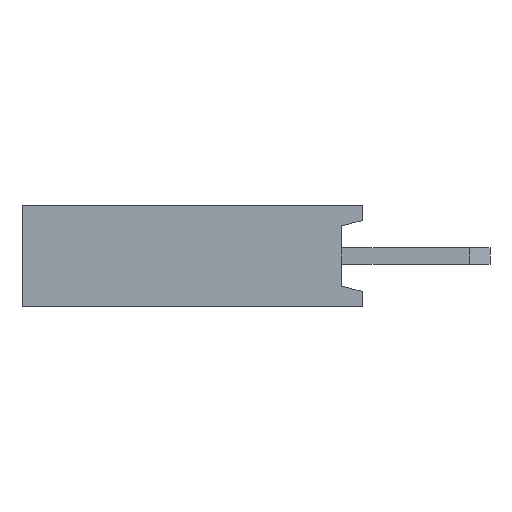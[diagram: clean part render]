
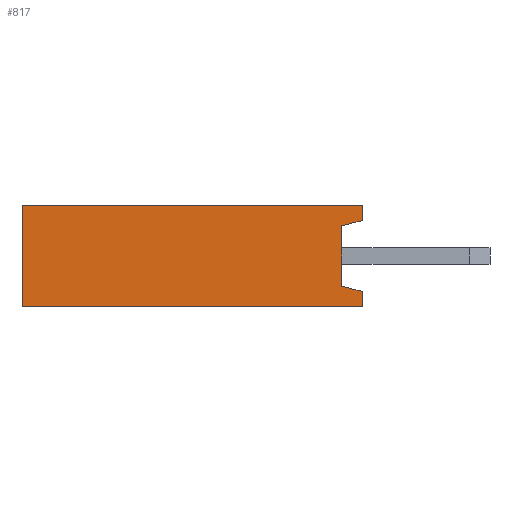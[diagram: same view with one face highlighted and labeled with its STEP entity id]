
A CAD part, left-side view. The second image highlights one B-rep face of the part: STEP entity #817.
In plain terms, the highlighted planar face has unit normal (-1, 0, 0).
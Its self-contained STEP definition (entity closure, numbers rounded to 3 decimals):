
#60 = DIRECTION ( 'NONE',  ( 0., 0., -1. ) ) ;
#65 = ORIENTED_EDGE ( 'NONE', *, *, #1402, .T. ) ;
#115 = FACE_OUTER_BOUND ( 'NONE', #3187, .T. ) ;
#139 = EDGE_CURVE ( 'NONE', #2701, #1322, #1887, .T. ) ;
#254 = DIRECTION ( 'NONE',  ( 0., -1., 0. ) ) ;
#354 = CARTESIAN_POINT ( 'NONE',  ( -7.874, 8.509, 1.27 ) ) ;
#450 = PLANE ( 'NONE',  #1927 ) ;
#470 = VERTEX_POINT ( 'NONE', #1747 ) ;
#481 = CARTESIAN_POINT ( 'NONE',  ( -7.874, 8.509, -1.27 ) ) ;
#550 = DIRECTION ( 'NONE',  ( 0., 0., 1. ) ) ;
#560 = VERTEX_POINT ( 'NONE', #624 ) ;
#581 = ORIENTED_EDGE ( 'NONE', *, *, #1108, .T. ) ;
#624 = CARTESIAN_POINT ( 'NONE',  ( -7.874, 0., -0.889 ) ) ;
#805 = CARTESIAN_POINT ( 'NONE',  ( -7.874, 0.508, 0.753 ) ) ;
#817 = ADVANCED_FACE ( 'NONE', ( #115 ), #450, .T. ) ;
#893 = CARTESIAN_POINT ( 'NONE',  ( -7.874, 0., 0.889 ) ) ;
#1048 = DIRECTION ( 'NONE',  ( 0., 0., 1. ) ) ;
#1078 = DIRECTION ( 'NONE',  ( 0., 0., 1. ) ) ;
#1086 = CARTESIAN_POINT ( 'NONE',  ( -7.874, 0., 0. ) ) ;
#1108 = EDGE_CURVE ( 'NONE', #560, #470, #3394, .T. ) ;
#1147 = EDGE_CURVE ( 'NONE', #1322, #560, #2661, .T. ) ;
#1194 = VECTOR ( 'NONE', #3890, 1000. ) ;
#1269 = CARTESIAN_POINT ( 'NONE',  ( -7.874, 0.508, -0.753 ) ) ;
#1298 = LINE ( 'NONE', #2582, #1194 ) ;
#1303 = CARTESIAN_POINT ( 'NONE',  ( -7.874, 0., 1.27 ) ) ;
#1322 = VERTEX_POINT ( 'NONE', #2552 ) ;
#1387 = VECTOR ( 'NONE', #1967, 1000. ) ;
#1402 = EDGE_CURVE ( 'NONE', #2922, #2595, #3343, .T. ) ;
#1462 = VECTOR ( 'NONE', #60, 1000. ) ;
#1510 = ORIENTED_EDGE ( 'NONE', *, *, #139, .T. ) ;
#1626 = ORIENTED_EDGE ( 'NONE', *, *, #2637, .T. ) ;
#1678 = CARTESIAN_POINT ( 'NONE',  ( -7.874, 8.509, 1.27 ) ) ;
#1711 = DIRECTION ( 'NONE',  ( 0., 0.966, 0.259 ) ) ;
#1739 = VERTEX_POINT ( 'NONE', #1678 ) ;
#1747 = CARTESIAN_POINT ( 'NONE',  ( -7.874, 0.508, -0.753 ) ) ;
#1777 = VERTEX_POINT ( 'NONE', #3315 ) ;
#1887 = LINE ( 'NONE', #2857, #3065 ) ;
#1927 = AXIS2_PLACEMENT_3D ( 'NONE', #1086, #3776, #550 ) ;
#1967 = DIRECTION ( 'NONE',  ( 0., 0., 1. ) ) ;
#1989 = LINE ( 'NONE', #1269, #1387 ) ;
#2033 = CARTESIAN_POINT ( 'NONE',  ( -7.874, 0., 0.889 ) ) ;
#2035 = LINE ( 'NONE', #805, #3428 ) ;
#2163 = ORIENTED_EDGE ( 'NONE', *, *, #1147, .T. ) ;
#2441 = VECTOR ( 'NONE', #1078, 1000. ) ;
#2456 = ORIENTED_EDGE ( 'NONE', *, *, #2492, .T. ) ;
#2492 = EDGE_CURVE ( 'NONE', #470, #1777, #1989, .T. ) ;
#2503 = VECTOR ( 'NONE', #1711, 1000. ) ;
#2552 = CARTESIAN_POINT ( 'NONE',  ( -7.874, 0., -1.27 ) ) ;
#2582 = CARTESIAN_POINT ( 'NONE',  ( -7.874, 0., 1.27 ) ) ;
#2583 = EDGE_CURVE ( 'NONE', #1739, #2701, #3877, .T. ) ;
#2595 = VERTEX_POINT ( 'NONE', #1303 ) ;
#2637 = EDGE_CURVE ( 'NONE', #1777, #2922, #2035, .T. ) ;
#2661 = LINE ( 'NONE', #2985, #2441 ) ;
#2692 = ORIENTED_EDGE ( 'NONE', *, *, #2583, .T. ) ;
#2701 = VERTEX_POINT ( 'NONE', #481 ) ;
#2857 = CARTESIAN_POINT ( 'NONE',  ( -7.874, 8.509, -1.27 ) ) ;
#2922 = VERTEX_POINT ( 'NONE', #893 ) ;
#2985 = CARTESIAN_POINT ( 'NONE',  ( -7.874, 0., -1.27 ) ) ;
#3026 = DIRECTION ( 'NONE',  ( 0., -0.966, 0.259 ) ) ;
#3065 = VECTOR ( 'NONE', #254, 1000. ) ;
#3187 = EDGE_LOOP ( 'NONE', ( #2692, #1510, #2163, #581, #2456, #1626, #65, #3500 ) ) ;
#3273 = EDGE_CURVE ( 'NONE', #2595, #1739, #1298, .T. ) ;
#3315 = CARTESIAN_POINT ( 'NONE',  ( -7.874, 0.508, 0.753 ) ) ;
#3343 = LINE ( 'NONE', #2033, #3574 ) ;
#3372 = CARTESIAN_POINT ( 'NONE',  ( -7.874, 0., -0.889 ) ) ;
#3394 = LINE ( 'NONE', #3372, #2503 ) ;
#3428 = VECTOR ( 'NONE', #3026, 1000. ) ;
#3500 = ORIENTED_EDGE ( 'NONE', *, *, #3273, .T. ) ;
#3574 = VECTOR ( 'NONE', #1048, 1000. ) ;
#3776 = DIRECTION ( 'NONE',  ( -1., 0., 0. ) ) ;
#3877 = LINE ( 'NONE', #354, #1462 ) ;
#3890 = DIRECTION ( 'NONE',  ( 0., 1., 0. ) ) ;
